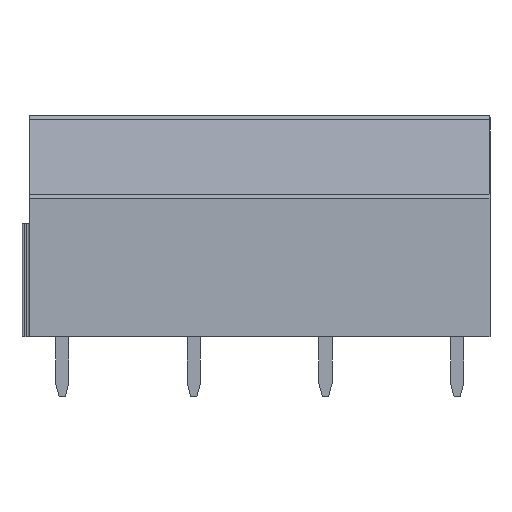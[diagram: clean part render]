
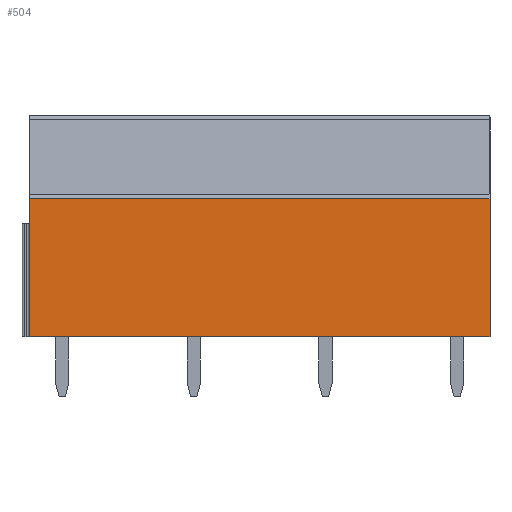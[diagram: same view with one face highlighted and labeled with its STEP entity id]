
A CAD part, front view. The second image highlights one B-rep face of the part: STEP entity #504.
In plain terms, the highlighted planar face has unit normal (0, -1, 0).
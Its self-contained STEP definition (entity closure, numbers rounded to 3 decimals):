
#504 = ADVANCED_FACE( '', ( #1178 ), #1179, .T. );
#1178 = FACE_OUTER_BOUND( '', #2025, .T. );
#1179 = PLANE( '', #2026 );
#2025 = EDGE_LOOP( '', ( #3481, #3482, #3483, #3484 ) );
#2026 = AXIS2_PLACEMENT_3D( '', #3485, #3486, #3487 );
#3481 = ORIENTED_EDGE( '', *, *, #5335, .T. );
#3482 = ORIENTED_EDGE( '', *, *, #5336, .T. );
#3483 = ORIENTED_EDGE( '', *, *, #5337, .T. );
#3484 = ORIENTED_EDGE( '', *, *, #5179, .T. );
#3485 = CARTESIAN_POINT( '', ( 217.987, 92.148, 5.1 ) );
#3486 = DIRECTION( '', ( 0., -1., 0. ) );
#3487 = DIRECTION( '', ( 0., 0., 1. ) );
#5179 = EDGE_CURVE( '', #6328, #6326, #6329, .T. );
#5335 = EDGE_CURVE( '', #6326, #6564, #6565, .T. );
#5336 = EDGE_CURVE( '', #6564, #6566, #6567, .T. );
#5337 = EDGE_CURVE( '', #6566, #6328, #6568, .T. );
#6326 = VERTEX_POINT( '', #7896 );
#6328 = VERTEX_POINT( '', #7899 );
#6329 = LINE( '', #7900, #7901 );
#6564 = VERTEX_POINT( '', #8226 );
#6565 = LINE( '', #8227, #8228 );
#6566 = VERTEX_POINT( '', #8229 );
#6567 = LINE( '', #8230, #8231 );
#6568 = LINE( '', #8232, #8233 );
#7896 = CARTESIAN_POINT( '', ( 194.737, 92.148, 0. ) );
#7899 = CARTESIAN_POINT( '', ( 194.737, 92.148, 10.5 ) );
#7900 = CARTESIAN_POINT( '', ( 194.737, 92.148, 5.1 ) );
#7901 = VECTOR( '', #9282, 1000. );
#8226 = CARTESIAN_POINT( '', ( 229.737, 92.148, 0. ) );
#8227 = CARTESIAN_POINT( '', ( 214.737, 92.148, 0. ) );
#8228 = VECTOR( '', #9441, 1000. );
#8229 = CARTESIAN_POINT( '', ( 229.737, 92.148, 10.5 ) );
#8230 = CARTESIAN_POINT( '', ( 229.737, 92.148, 5.1 ) );
#8231 = VECTOR( '', #9442, 1000. );
#8232 = CARTESIAN_POINT( '', ( 229.737, 92.148, 10.5 ) );
#8233 = VECTOR( '', #9443, 1000. );
#9282 = DIRECTION( '', ( 0., 0., -1. ) );
#9441 = DIRECTION( '', ( 1., 0., 0. ) );
#9442 = DIRECTION( '', ( 0., 0., 1. ) );
#9443 = DIRECTION( '', ( -1., 0., 0. ) );
